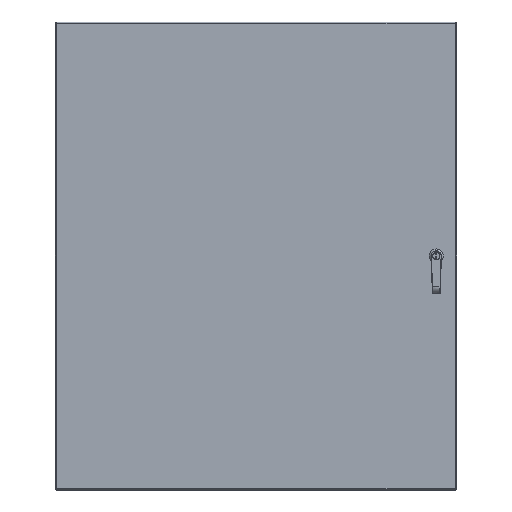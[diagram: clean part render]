
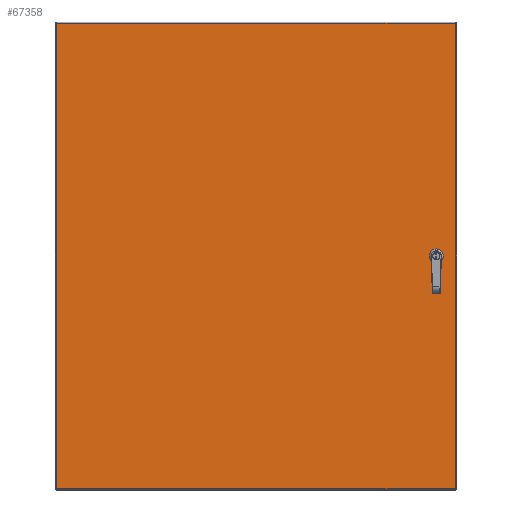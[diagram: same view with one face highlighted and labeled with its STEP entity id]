
A CAD part, front view. The second image highlights one B-rep face of the part: STEP entity #67358.
In plain terms, the highlighted planar face has unit normal (0, -1, 0).
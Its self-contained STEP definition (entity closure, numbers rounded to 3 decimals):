
#698 = EDGE_CURVE ( 'NONE', #51428, #33495, #24674, .T. ) ;
#1694 = DIRECTION ( 'NONE',  ( -0.707, 0., -0.707 ) ) ;
#4504 = CARTESIAN_POINT ( 'NONE',  ( 17.865, -8.837, 20.876 ) ) ;
#4736 = CARTESIAN_POINT ( 'NONE',  ( 15.946, -8.837, -0.396 ) ) ;
#5159 = DIRECTION ( 'NONE',  ( -1., 0., 0. ) ) ;
#5520 = VECTOR ( 'NONE', #58569, 39.37 ) ;
#6583 = EDGE_LOOP ( 'NONE', ( #47120, #44880, #68758, #60622 ) ) ;
#8096 = EDGE_CURVE ( 'NONE', #14889, #51428, #37983, .T. ) ;
#8695 = EDGE_CURVE ( 'NONE', #46711, #80806, #80770, .T. ) ;
#9713 = VECTOR ( 'NONE', #40497, 39.37 ) ;
#10661 = VERTEX_POINT ( 'NONE', #30809 ) ;
#11138 = AXIS2_PLACEMENT_3D ( 'NONE', #53348, #12015, #18278 ) ;
#12015 = DIRECTION ( 'NONE',  ( 0., -1., 0. ) ) ;
#12082 = VECTOR ( 'NONE', #1694, 39.37 ) ;
#12274 = LINE ( 'NONE', #74088, #22666 ) ;
#13101 = DIRECTION ( 'NONE',  ( 0.707, 0., -0.707 ) ) ;
#14591 = CARTESIAN_POINT ( 'NONE',  ( 15.946, -8.837, 0.396 ) ) ;
#14889 = VERTEX_POINT ( 'NONE', #46521 ) ;
#15074 = LINE ( 'NONE', #27983, #12082 ) ;
#16170 = VERTEX_POINT ( 'NONE', #62880 ) ;
#17513 = CARTESIAN_POINT ( 'NONE',  ( 17.865, -8.837, -20.877 ) ) ;
#18278 = DIRECTION ( 'NONE',  ( 0., 0., -1. ) ) ;
#22312 = VECTOR ( 'NONE', #32362, 39.37 ) ;
#22666 = VECTOR ( 'NONE', #58548, 39.37 ) ;
#24492 = VECTOR ( 'NONE', #39280, 39.37 ) ;
#24674 = LINE ( 'NONE', #80651, #32751 ) ;
#27983 = CARTESIAN_POINT ( 'NONE',  ( 16.573, -8.837, -0.231 ) ) ;
#28187 = ORIENTED_EDGE ( 'NONE', *, *, #61127, .T. ) ;
#28776 = ORIENTED_EDGE ( 'NONE', *, *, #8096, .T. ) ;
#29678 = VERTEX_POINT ( 'NONE', #17513 ) ;
#30754 = ORIENTED_EDGE ( 'NONE', *, *, #57240, .T. ) ;
#30809 = CARTESIAN_POINT ( 'NONE',  ( 16.573, -8.837, 0.231 ) ) ;
#31126 = EDGE_CURVE ( 'NONE', #80806, #14889, #59515, .T. ) ;
#32362 = DIRECTION ( 'NONE',  ( 1., 0., 0. ) ) ;
#32751 = VECTOR ( 'NONE', #86895, 39.37 ) ;
#33155 = CARTESIAN_POINT ( 'NONE',  ( 15.781, -8.837, -0.231 ) ) ;
#33495 = VERTEX_POINT ( 'NONE', #34646 ) ;
#34646 = CARTESIAN_POINT ( 'NONE',  ( 16.408, -8.837, 0.396 ) ) ;
#35486 = EDGE_LOOP ( 'NONE', ( #80148, #28776, #55263, #30754, #52492, #28187, #74618, #62963 ) ) ;
#37287 = EDGE_CURVE ( 'NONE', #45818, #29678, #67495, .T. ) ;
#37983 = LINE ( 'NONE', #79342, #41007 ) ;
#38162 = DIRECTION ( 'NONE',  ( 0., 0., -1. ) ) ;
#38950 = CARTESIAN_POINT ( 'NONE',  ( -17.888, -8.837, -0.396 ) ) ;
#39280 = DIRECTION ( 'NONE',  ( -1., 0., 0. ) ) ;
#39975 = VERTEX_POINT ( 'NONE', #68114 ) ;
#40497 = DIRECTION ( 'NONE',  ( 0., 0., -1. ) ) ;
#40938 = LINE ( 'NONE', #74323, #9713 ) ;
#41007 = VECTOR ( 'NONE', #78459, 39.37 ) ;
#43497 = EDGE_CURVE ( 'NONE', #29678, #51778, #12274, .T. ) ;
#43675 = EDGE_CURVE ( 'NONE', #39975, #46711, #59427, .T. ) ;
#44304 = CARTESIAN_POINT ( 'NONE',  ( 15.946, -8.837, -0.396 ) ) ;
#44494 = FACE_OUTER_BOUND ( 'NONE', #6583, .T. ) ;
#44880 = ORIENTED_EDGE ( 'NONE', *, *, #48270, .T. ) ;
#45818 = VERTEX_POINT ( 'NONE', #69445 ) ;
#46147 = DIRECTION ( 'NONE',  ( 0., 0., 1. ) ) ;
#46231 = FACE_BOUND ( 'NONE', #35486, .T. ) ;
#46387 = LINE ( 'NONE', #66880, #24492 ) ;
#46435 = LINE ( 'NONE', #61136, #67348 ) ;
#46521 = CARTESIAN_POINT ( 'NONE',  ( 15.781, -8.837, 0.231 ) ) ;
#46711 = VERTEX_POINT ( 'NONE', #44304 ) ;
#46744 = VECTOR ( 'NONE', #5159, 39.37 ) ;
#47120 = ORIENTED_EDGE ( 'NONE', *, *, #43497, .T. ) ;
#48270 = EDGE_CURVE ( 'NONE', #51778, #16170, #46387, .T. ) ;
#51428 = VERTEX_POINT ( 'NONE', #14591 ) ;
#51778 = VERTEX_POINT ( 'NONE', #4504 ) ;
#51948 = CARTESIAN_POINT ( 'NONE',  ( 15.781, -8.837, -20.877 ) ) ;
#52492 = ORIENTED_EDGE ( 'NONE', *, *, #70654, .T. ) ;
#53348 = CARTESIAN_POINT ( 'NONE',  ( -17.888, -8.837, -20.877 ) ) ;
#55263 = ORIENTED_EDGE ( 'NONE', *, *, #698, .T. ) ;
#57240 = EDGE_CURVE ( 'NONE', #33495, #10661, #46435, .T. ) ;
#58186 = CARTESIAN_POINT ( 'NONE',  ( -17.888, -8.837, -20.877 ) ) ;
#58548 = DIRECTION ( 'NONE',  ( 0., 0., 1. ) ) ;
#58569 = DIRECTION ( 'NONE',  ( -0.707, 0., 0.707 ) ) ;
#59427 = LINE ( 'NONE', #38950, #46744 ) ;
#59515 = LINE ( 'NONE', #51948, #81456 ) ;
#60622 = ORIENTED_EDGE ( 'NONE', *, *, #37287, .T. ) ;
#61127 = EDGE_CURVE ( 'NONE', #69507, #39975, #15074, .T. ) ;
#61136 = CARTESIAN_POINT ( 'NONE',  ( 16.408, -8.837, 0.396 ) ) ;
#62880 = CARTESIAN_POINT ( 'NONE',  ( -17.888, -8.837, 20.876 ) ) ;
#62963 = ORIENTED_EDGE ( 'NONE', *, *, #8695, .T. ) ;
#66880 = CARTESIAN_POINT ( 'NONE',  ( -17.888, -8.837, 20.876 ) ) ;
#67348 = VECTOR ( 'NONE', #13101, 39.37 ) ;
#67358 = ADVANCED_FACE ( 'NONE', ( #44494, #46231 ), #72954, .T. ) ;
#67495 = LINE ( 'NONE', #79507, #22312 ) ;
#67700 = EDGE_CURVE ( 'NONE', #16170, #45818, #79514, .T. ) ;
#68114 = CARTESIAN_POINT ( 'NONE',  ( 16.408, -8.837, -0.396 ) ) ;
#68758 = ORIENTED_EDGE ( 'NONE', *, *, #67700, .T. ) ;
#69445 = CARTESIAN_POINT ( 'NONE',  ( -17.888, -8.837, -20.877 ) ) ;
#69507 = VERTEX_POINT ( 'NONE', #84471 ) ;
#70654 = EDGE_CURVE ( 'NONE', #10661, #69507, #40938, .T. ) ;
#72954 = PLANE ( 'NONE',  #11138 ) ;
#74088 = CARTESIAN_POINT ( 'NONE',  ( 17.865, -8.837, -20.877 ) ) ;
#74323 = CARTESIAN_POINT ( 'NONE',  ( 16.573, -8.837, -20.877 ) ) ;
#74618 = ORIENTED_EDGE ( 'NONE', *, *, #43675, .T. ) ;
#78459 = DIRECTION ( 'NONE',  ( 0.707, 0., 0.707 ) ) ;
#79342 = CARTESIAN_POINT ( 'NONE',  ( 15.781, -8.837, 0.231 ) ) ;
#79507 = CARTESIAN_POINT ( 'NONE',  ( -17.888, -8.837, -20.877 ) ) ;
#79514 = LINE ( 'NONE', #58186, #83643 ) ;
#80148 = ORIENTED_EDGE ( 'NONE', *, *, #31126, .T. ) ;
#80651 = CARTESIAN_POINT ( 'NONE',  ( -17.888, -8.837, 0.396 ) ) ;
#80770 = LINE ( 'NONE', #4736, #5520 ) ;
#80806 = VERTEX_POINT ( 'NONE', #33155 ) ;
#81456 = VECTOR ( 'NONE', #46147, 39.37 ) ;
#83643 = VECTOR ( 'NONE', #38162, 39.37 ) ;
#84471 = CARTESIAN_POINT ( 'NONE',  ( 16.573, -8.837, -0.231 ) ) ;
#86895 = DIRECTION ( 'NONE',  ( 1., 0., 0. ) ) ;
